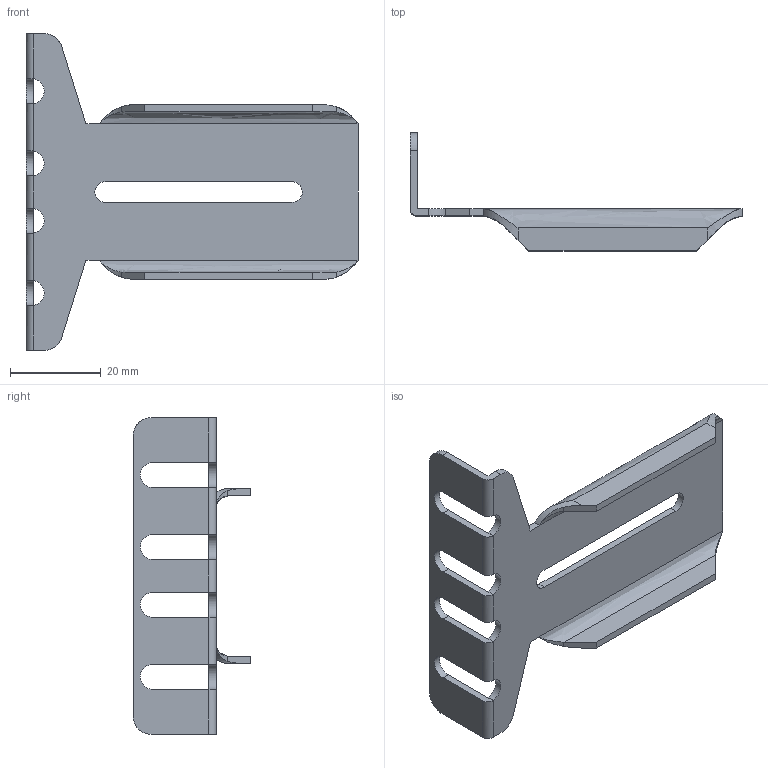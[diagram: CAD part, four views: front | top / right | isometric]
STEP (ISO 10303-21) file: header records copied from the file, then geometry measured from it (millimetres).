
FILE_DESCRIPTION((''),'2;1');
FILE_NAME('','2005-12-14T15:58:45',(''),(''),'','CADfix','');
FILE_SCHEMA(('AUTOMOTIVE_DESIGN'));
Length unit declared in the file: millimetre
Products named in the file (1): bracket
Bounding box: 73.2 x 26 x 69.8 mm (x, y, z)
Volume: 6599.9 mm3; surface area: 9196.6 mm2
Topology: 1 solids, 1 shells, 71 faces, 207 edges, 130 vertices
Faces by surface type: bspline 71
Entity records: 2520 total; most frequent: CARTESIAN_POINT 1329, ORIENTED_EDGE 414, EDGE_CURVE 207, QUASI_UNIFORM_CURVE 145, VERTEX_POINT 130, EDGE_LOOP 73, FACE_OUTER_BOUND 71, ADVANCED_FACE 71
